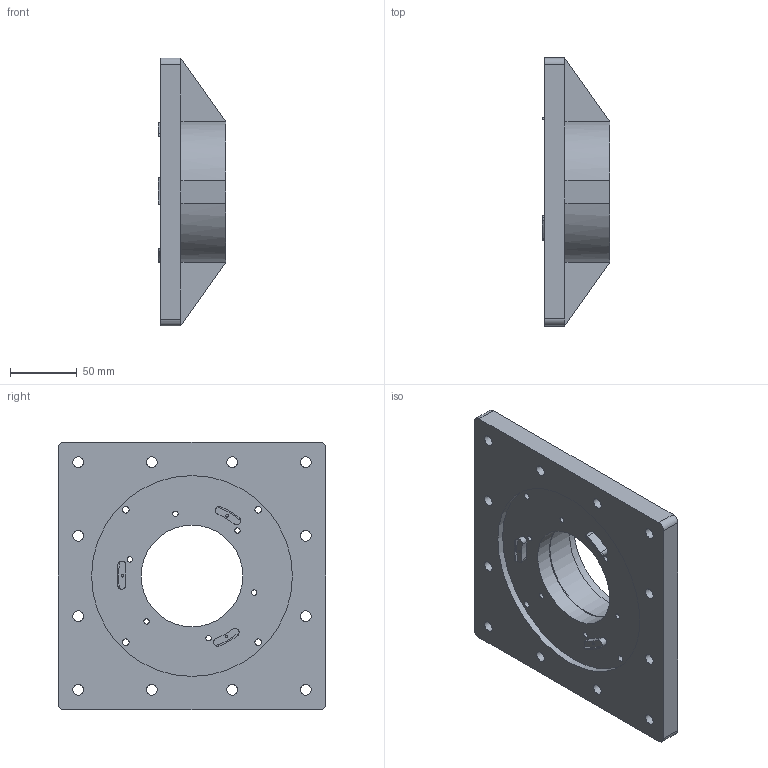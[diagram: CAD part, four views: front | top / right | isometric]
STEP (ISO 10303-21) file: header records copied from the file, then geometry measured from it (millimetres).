
FILE_DESCRIPTION(/* description */ (''),/* implementation_level */ '2;1');
FILE_NAME(/* name */ 'casing_middle.stp',/* time_stamp */ '2022-03-31T14:47:10+02:00',/* author */ ('divij'),/* organization */ (''),/* preprocessor_version */ 'ST-DEVELOPER v18.1',/* originating_system */ 'Autodesk Inventor 2022',/* authorisation */ '');
FILE_SCHEMA (('AUTOMOTIVE_DESIGN { 1 0 10303 214 3 1 1 }'));
Length unit declared in the file: millimetre
Products named in the file (1): casing_middle
Bounding box: 50.5 x 200 x 200 mm (x, y, z)
Volume: 630816 mm3; surface area: 119901.7 mm2
Topology: 1 solids, 1 shells, 84 faces, 211 edges, 138 vertices
Faces by surface type: cylinder 49, plane 34, torus 1
Full cylindrical faces by diameter (mm): 2 x3, 4 x6, 5 x4, 8 x12, 76 x1, 80 x1, 86 x1, 106 x1, 150 x1
Entity records: 2710 total; most frequent: DIRECTION 496, CARTESIAN_POINT 435, ORIENTED_EDGE 422, EDGE_CURVE 211, AXIS2_PLACEMENT_3D 200, EDGE_LOOP 139, VERTEX_POINT 138, CIRCLE 110
